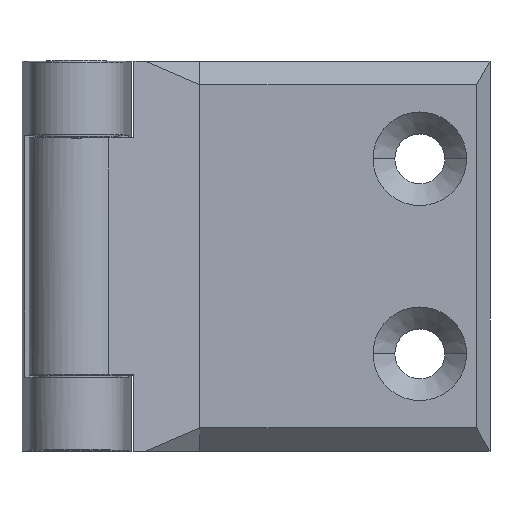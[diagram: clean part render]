
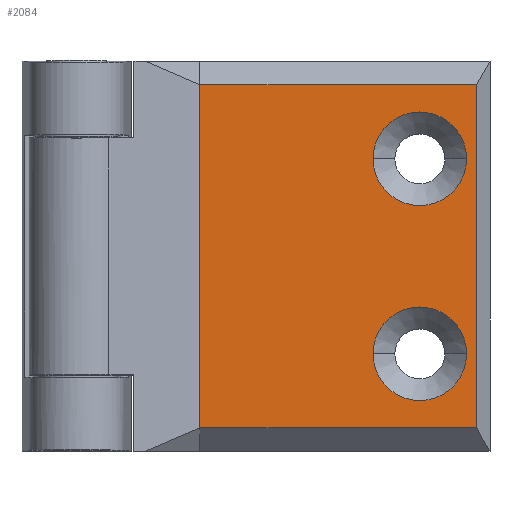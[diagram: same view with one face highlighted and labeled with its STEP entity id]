
A CAD part, top view. The second image highlights one B-rep face of the part: STEP entity #2084.
In plain terms, the highlighted planar face has unit normal (0, 0, 1).
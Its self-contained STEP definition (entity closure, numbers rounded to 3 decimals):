
#3 = CARTESIAN_POINT ( 'NONE',  ( 15.8, -17.5, 6.5 ) ) ;
#76 = CARTESIAN_POINT ( 'NONE',  ( 38., 12.5, 6.5 ) ) ;
#475 = DIRECTION ( 'NONE',  ( 1., 0., 0. ) ) ;
#482 = CARTESIAN_POINT ( 'NONE',  ( 44., -12.5, 6.5 ) ) ;
#530 = VERTEX_POINT ( 'NONE', #8892 ) ;
#593 = AXIS2_PLACEMENT_3D ( 'NONE', #7360, #6431, #1274 ) ;
#981 = EDGE_CURVE ( 'NONE', #9934, #10147, #4554, .T. ) ;
#1068 = EDGE_CURVE ( 'NONE', #2356, #12742, #3467, .T. ) ;
#1101 = FACE_BOUND ( 'NONE', #3672, .T. ) ;
#1106 = LINE ( 'NONE', #10005, #8196 ) ;
#1169 = DIRECTION ( 'NONE',  ( 0., -1., 0. ) ) ;
#1184 = EDGE_CURVE ( 'NONE', #10147, #9934, #5775, .T. ) ;
#1205 = DIRECTION ( 'NONE',  ( -1., 0., 0. ) ) ;
#1274 = DIRECTION ( 'NONE',  ( -1., 0., 0. ) ) ;
#1660 = VERTEX_POINT ( 'NONE', #7930 ) ;
#1720 = DIRECTION ( 'NONE',  ( -1., 0., 0. ) ) ;
#2008 = DIRECTION ( 'NONE',  ( 0., -1., 0. ) ) ;
#2009 = LINE ( 'NONE', #3, #4944 ) ;
#2084 = ADVANCED_FACE ( 'NONE', ( #1101, #4101, #8175 ), #12168, .T. ) ;
#2240 = DIRECTION ( 'NONE',  ( 0., 0., 1. ) ) ;
#2264 = CARTESIAN_POINT ( 'NONE',  ( 29.182, -17.5, 6.5 ) ) ;
#2315 = EDGE_CURVE ( 'NONE', #530, #6904, #5446, .T. ) ;
#2356 = VERTEX_POINT ( 'NONE', #11223 ) ;
#2636 = CARTESIAN_POINT ( 'NONE',  ( 53.1, 22., 6.5 ) ) ;
#2726 = CARTESIAN_POINT ( 'NONE',  ( 50., -12.5, 6.5 ) ) ;
#3377 = ORIENTED_EDGE ( 'NONE', *, *, #8458, .F. ) ;
#3467 = CIRCLE ( 'NONE', #9125, 6. ) ;
#3672 = EDGE_LOOP ( 'NONE', ( #9337, #7378 ) ) ;
#3803 = DIRECTION ( 'NONE',  ( 0., 0., -1. ) ) ;
#4101 = FACE_BOUND ( 'NONE', #4929, .T. ) ;
#4457 = CARTESIAN_POINT ( 'NONE',  ( 29.182, -22., 6.5 ) ) ;
#4554 = CIRCLE ( 'NONE', #593, 6. ) ;
#4929 = EDGE_LOOP ( 'NONE', ( #8910, #9518 ) ) ;
#4944 = VECTOR ( 'NONE', #1169, 1000. ) ;
#5369 = ORIENTED_EDGE ( 'NONE', *, *, #2315, .T. ) ;
#5446 = LINE ( 'NONE', #4457, #8519 ) ;
#5632 = CARTESIAN_POINT ( 'NONE',  ( 50., 12.5, 6.5 ) ) ;
#5775 = CIRCLE ( 'NONE', #11430, 6. ) ;
#6408 = AXIS2_PLACEMENT_3D ( 'NONE', #2264, #8108, #11118 ) ;
#6431 = DIRECTION ( 'NONE',  ( 0., 0., -1. ) ) ;
#6464 = DIRECTION ( 'NONE',  ( 0., 0., 1. ) ) ;
#6569 = DIRECTION ( 'NONE',  ( 1., 0., 0. ) ) ;
#6605 = CARTESIAN_POINT ( 'NONE',  ( 15.8, 22., 6.5 ) ) ;
#6904 = VERTEX_POINT ( 'NONE', #9722 ) ;
#7360 = CARTESIAN_POINT ( 'NONE',  ( 44., 12.5, 6.5 ) ) ;
#7378 = ORIENTED_EDGE ( 'NONE', *, *, #11546, .F. ) ;
#7425 = EDGE_LOOP ( 'NONE', ( #10432, #3377, #12151, #5369 ) ) ;
#7493 = LINE ( 'NONE', #2636, #9659 ) ;
#7930 = CARTESIAN_POINT ( 'NONE',  ( 51.268, 22., 6.5 ) ) ;
#8108 = DIRECTION ( 'NONE',  ( 0., 0., 1. ) ) ;
#8175 = FACE_OUTER_BOUND ( 'NONE', #7425, .T. ) ;
#8196 = VECTOR ( 'NONE', #2008, 1000. ) ;
#8458 = EDGE_CURVE ( 'NONE', #8797, #1660, #7493, .T. ) ;
#8519 = VECTOR ( 'NONE', #475, 1000. ) ;
#8797 = VERTEX_POINT ( 'NONE', #6605 ) ;
#8798 = AXIS2_PLACEMENT_3D ( 'NONE', #9486, #6464, #12308 ) ;
#8840 = EDGE_CURVE ( 'NONE', #1660, #6904, #1106, .T. ) ;
#8892 = CARTESIAN_POINT ( 'NONE',  ( 15.8, -22., 6.5 ) ) ;
#8910 = ORIENTED_EDGE ( 'NONE', *, *, #981, .T. ) ;
#9125 = AXIS2_PLACEMENT_3D ( 'NONE', #482, #2240, #1205 ) ;
#9337 = ORIENTED_EDGE ( 'NONE', *, *, #1068, .F. ) ;
#9419 = CIRCLE ( 'NONE', #8798, 6. ) ;
#9486 = CARTESIAN_POINT ( 'NONE',  ( 44., -12.5, 6.5 ) ) ;
#9518 = ORIENTED_EDGE ( 'NONE', *, *, #1184, .T. ) ;
#9659 = VECTOR ( 'NONE', #6569, 1000. ) ;
#9722 = CARTESIAN_POINT ( 'NONE',  ( 51.268, -22., 6.5 ) ) ;
#9934 = VERTEX_POINT ( 'NONE', #76 ) ;
#10005 = CARTESIAN_POINT ( 'NONE',  ( 51.268, 25., 6.5 ) ) ;
#10147 = VERTEX_POINT ( 'NONE', #5632 ) ;
#10432 = ORIENTED_EDGE ( 'NONE', *, *, #8840, .F. ) ;
#11118 = DIRECTION ( 'NONE',  ( 1., 0., 0. ) ) ;
#11223 = CARTESIAN_POINT ( 'NONE',  ( 38., -12.5, 6.5 ) ) ;
#11430 = AXIS2_PLACEMENT_3D ( 'NONE', #12727, #3803, #1720 ) ;
#11546 = EDGE_CURVE ( 'NONE', #12742, #2356, #9419, .T. ) ;
#12151 = ORIENTED_EDGE ( 'NONE', *, *, #12377, .T. ) ;
#12168 = PLANE ( 'NONE',  #6408 ) ;
#12308 = DIRECTION ( 'NONE',  ( -1., 0., 0. ) ) ;
#12377 = EDGE_CURVE ( 'NONE', #8797, #530, #2009, .T. ) ;
#12727 = CARTESIAN_POINT ( 'NONE',  ( 44., 12.5, 6.5 ) ) ;
#12742 = VERTEX_POINT ( 'NONE', #2726 ) ;
